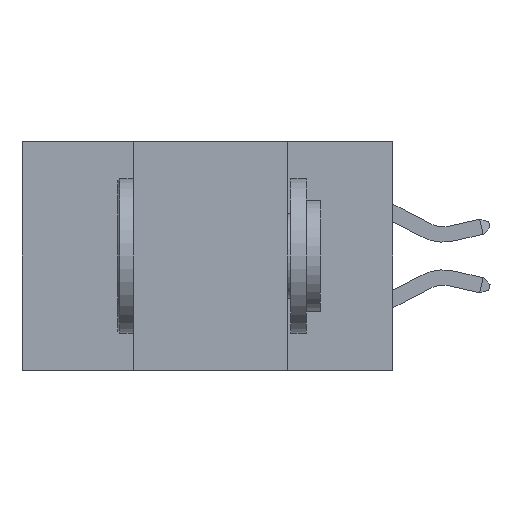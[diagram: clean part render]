
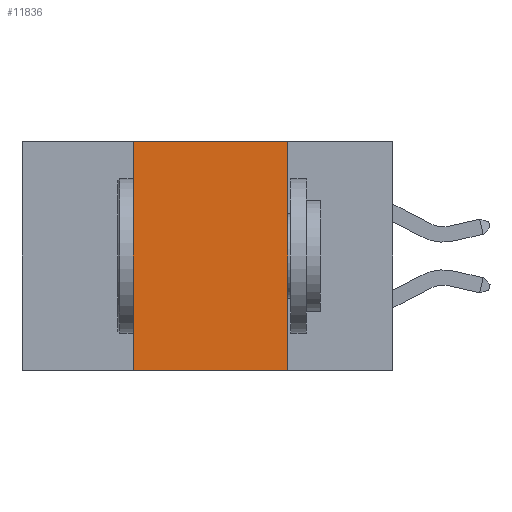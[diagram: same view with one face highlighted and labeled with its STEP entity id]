
A CAD part, left-side view. The second image highlights one B-rep face of the part: STEP entity #11836.
In plain terms, the highlighted planar face has unit normal (-1, 0, 0).
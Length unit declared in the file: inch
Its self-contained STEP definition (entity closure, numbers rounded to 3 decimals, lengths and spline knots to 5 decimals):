
#1284 = CARTESIAN_POINT ( 'NONE',  ( 0., 0.17, 0. ) ) ;
#1453 = VERTEX_POINT ( 'NONE', #15398 ) ;
#2115 = VECTOR ( 'NONE', #8084, 39.37008 ) ;
#3874 = VERTEX_POINT ( 'NONE', #1284 ) ;
#5182 = DIRECTION ( 'NONE',  ( 0., 0., -1. ) ) ;
#7237 = VERTEX_POINT ( 'NONE', #18983 ) ;
#7780 = DIRECTION ( 'NONE',  ( 0., 0., -1. ) ) ;
#8084 = DIRECTION ( 'NONE',  ( 0., -1., 0. ) ) ;
#8133 = ORIENTED_EDGE ( 'NONE', *, *, #19255, .T. ) ;
#9088 = EDGE_CURVE ( 'NONE', #3874, #1453, #24840, .T. ) ;
#9125 = VECTOR ( 'NONE', #27734, 39.37008 ) ;
#9643 = CARTESIAN_POINT ( 'NONE',  ( 0., 0.42, 0. ) ) ;
#9734 = FACE_OUTER_BOUND ( 'NONE', #17586, .T. ) ;
#10243 = VECTOR ( 'NONE', #7780, 39.37008 ) ;
#10715 = LINE ( 'NONE', #20731, #26008 ) ;
#11328 = EDGE_CURVE ( 'NONE', #7237, #11471, #27429, .T. ) ;
#11471 = VERTEX_POINT ( 'NONE', #9643 ) ;
#11836 = ADVANCED_FACE ( 'NONE', ( #9734 ), #11879, .F. ) ;
#11879 = PLANE ( 'NONE',  #16459 ) ;
#12223 = EDGE_CURVE ( 'NONE', #11471, #3874, #10715, .T. ) ;
#12741 = DIRECTION ( 'NONE',  ( 0., -1., 0. ) ) ;
#12758 = CARTESIAN_POINT ( 'NONE',  ( 0., 0.42, 0. ) ) ;
#14280 = LINE ( 'NONE', #19127, #2115 ) ;
#14788 = ORIENTED_EDGE ( 'NONE', *, *, #9088, .F. ) ;
#15398 = CARTESIAN_POINT ( 'NONE',  ( 0., 0.17, -0.37 ) ) ;
#16062 = ORIENTED_EDGE ( 'NONE', *, *, #11328, .F. ) ;
#16459 = AXIS2_PLACEMENT_3D ( 'NONE', #20558, #24731, #5182 ) ;
#17586 = EDGE_LOOP ( 'NONE', ( #14788, #21548, #16062, #8133 ) ) ;
#18983 = CARTESIAN_POINT ( 'NONE',  ( 0., 0.42, -0.37 ) ) ;
#19127 = CARTESIAN_POINT ( 'NONE',  ( 0., 0.6, -0.37 ) ) ;
#19255 = EDGE_CURVE ( 'NONE', #7237, #1453, #14280, .T. ) ;
#20558 = CARTESIAN_POINT ( 'NONE',  ( 0., 0.6, 0. ) ) ;
#20731 = CARTESIAN_POINT ( 'NONE',  ( 0., 0.6, 0. ) ) ;
#21548 = ORIENTED_EDGE ( 'NONE', *, *, #12223, .F. ) ;
#24731 = DIRECTION ( 'NONE',  ( 1., 0., 0. ) ) ;
#24840 = LINE ( 'NONE', #27709, #10243 ) ;
#26008 = VECTOR ( 'NONE', #12741, 39.37008 ) ;
#27429 = LINE ( 'NONE', #12758, #9125 ) ;
#27709 = CARTESIAN_POINT ( 'NONE',  ( 0., 0.17, 0. ) ) ;
#27734 = DIRECTION ( 'NONE',  ( 0., 0., 1. ) ) ;
